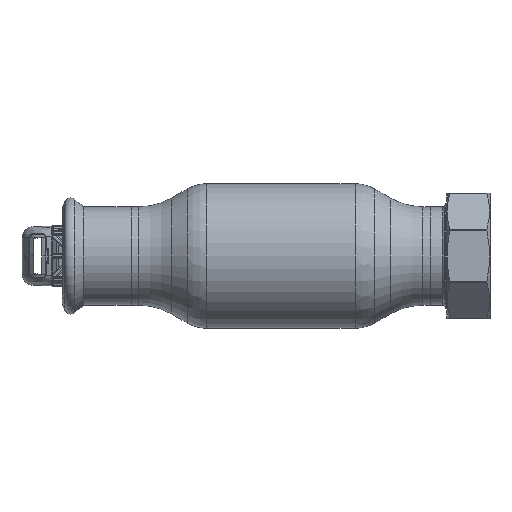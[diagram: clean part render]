
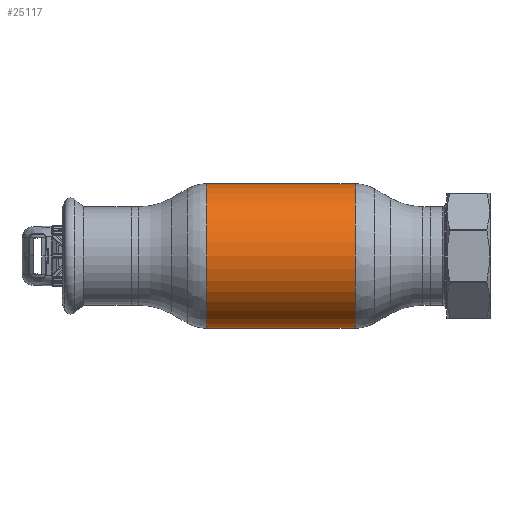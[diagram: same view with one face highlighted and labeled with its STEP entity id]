
A CAD part, front view. The second image highlights one B-rep face of the part: STEP entity #25117.
In plain terms, the highlighted cylindrical face has radius 33.34 mm (diameter 66.68 mm), a partial arc.
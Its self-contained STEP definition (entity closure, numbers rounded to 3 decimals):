
#183 = EDGE_CURVE ( 'NONE', #37582, #4480, #18195, .T. ) ;
#541 = AXIS2_PLACEMENT_3D ( 'NONE', #58060, #28980, #9367 ) ;
#992 = CARTESIAN_POINT ( 'NONE',  ( -34.177, 0., 33.34 ) ) ;
#2099 = VERTEX_POINT ( 'NONE', #55660 ) ;
#3705 = VECTOR ( 'NONE', #34632, 1000. ) ;
#4480 = VERTEX_POINT ( 'NONE', #992 ) ;
#8406 = LINE ( 'NONE', #54822, #41880 ) ;
#8963 = VERTEX_POINT ( 'NONE', #46289 ) ;
#9367 = DIRECTION ( 'NONE',  ( 0., 0., 1. ) ) ;
#10809 = ORIENTED_EDGE ( 'NONE', *, *, #62906, .F. ) ;
#18195 = CIRCLE ( 'NONE', #541, 33.34 ) ;
#18485 = DIRECTION ( 'NONE',  ( 0., 0., 1. ) ) ;
#24325 = DIRECTION ( 'NONE',  ( 0., 0., 1. ) ) ;
#25117 = ADVANCED_FACE ( 'NONE', ( #59357 ), #47127, .T. ) ;
#26581 = LINE ( 'NONE', #29506, #3705 ) ;
#26949 = ORIENTED_EDGE ( 'NONE', *, *, #37657, .T. ) ;
#27582 = AXIS2_PLACEMENT_3D ( 'NONE', #36586, #51267, #18485 ) ;
#28980 = DIRECTION ( 'NONE',  ( -1., 0., 0. ) ) ;
#29506 = CARTESIAN_POINT ( 'NONE',  ( -62.69, 0., -33.34 ) ) ;
#32776 = ORIENTED_EDGE ( 'NONE', *, *, #61863, .T. ) ;
#34525 = ORIENTED_EDGE ( 'NONE', *, *, #183, .F. ) ;
#34632 = DIRECTION ( 'NONE',  ( -1., 0., 0. ) ) ;
#36586 = CARTESIAN_POINT ( 'NONE',  ( 34.177, 0., 0. ) ) ;
#37582 = VERTEX_POINT ( 'NONE', #50206 ) ;
#37657 = EDGE_CURVE ( 'NONE', #2099, #8963, #48553, .T. ) ;
#41880 = VECTOR ( 'NONE', #45666, 1000. ) ;
#42071 = AXIS2_PLACEMENT_3D ( 'NONE', #52566, #62770, #24325 ) ;
#42545 = EDGE_LOOP ( 'NONE', ( #10809, #26949, #32776, #34525 ) ) ;
#45666 = DIRECTION ( 'NONE',  ( -1., 0., 0. ) ) ;
#46289 = CARTESIAN_POINT ( 'NONE',  ( 34.177, 0., 33.34 ) ) ;
#47127 = CYLINDRICAL_SURFACE ( 'NONE', #42071, 33.34 ) ;
#48553 = CIRCLE ( 'NONE', #27582, 33.34 ) ;
#50206 = CARTESIAN_POINT ( 'NONE',  ( -34.177, 0., -33.34 ) ) ;
#51267 = DIRECTION ( 'NONE',  ( -1., 0., 0. ) ) ;
#52566 = CARTESIAN_POINT ( 'NONE',  ( -62.69, 0., 0. ) ) ;
#54822 = CARTESIAN_POINT ( 'NONE',  ( -62.69, 0., 33.34 ) ) ;
#55660 = CARTESIAN_POINT ( 'NONE',  ( 34.177, 0., -33.34 ) ) ;
#58060 = CARTESIAN_POINT ( 'NONE',  ( -34.177, 0., 0. ) ) ;
#59357 = FACE_OUTER_BOUND ( 'NONE', #42545, .T. ) ;
#61863 = EDGE_CURVE ( 'NONE', #8963, #4480, #8406, .T. ) ;
#62770 = DIRECTION ( 'NONE',  ( -1., 0., 0. ) ) ;
#62906 = EDGE_CURVE ( 'NONE', #2099, #37582, #26581, .T. ) ;
